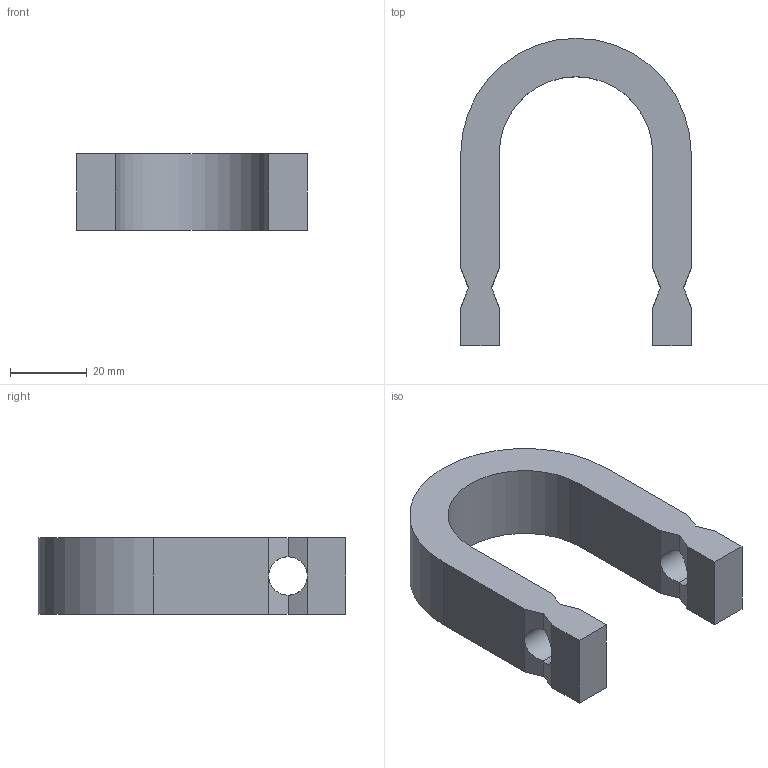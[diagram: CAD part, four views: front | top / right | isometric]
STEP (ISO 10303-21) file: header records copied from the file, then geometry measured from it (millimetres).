
FILE_DESCRIPTION (( 'STEP AP214' ), '1' );
FILE_NAME ('U_elastic_v5.STEP', '2021-04-01T16:27:38', ( '' ), ( '' ), 'SwSTEP 2.0', 'SolidWorks 2017', '' );
FILE_SCHEMA (( 'AUTOMOTIVE_DESIGN' ));
Length unit declared in the file: millimetre
Products named in the file (1): U_elastic_v5
Bounding box: 60 x 80 x 20 mm (x, y, z)
Volume: 33698.8 mm3; surface area: 11292.6 mm2
Topology: 1 solids, 1 shells, 34 faces, 92 edges, 56 vertices
Faces by surface type: plane 28, cylinder 6
Entity records: 1074 total; most frequent: CARTESIAN_POINT 231, ORIENTED_EDGE 184, DIRECTION 150, EDGE_CURVE 92, VECTOR 72, LINE 72, VERTEX_POINT 56, AXIS2_PLACEMENT_3D 39
